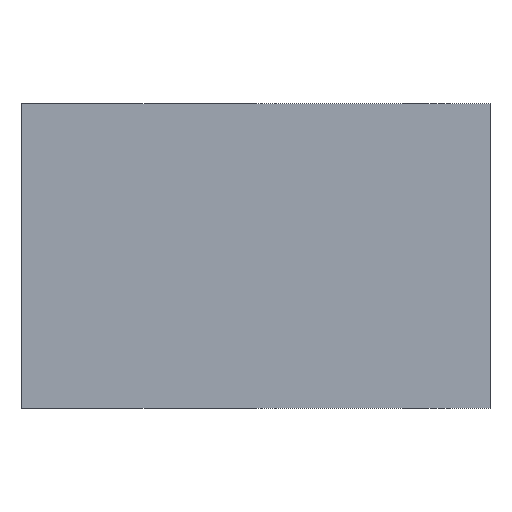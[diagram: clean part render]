
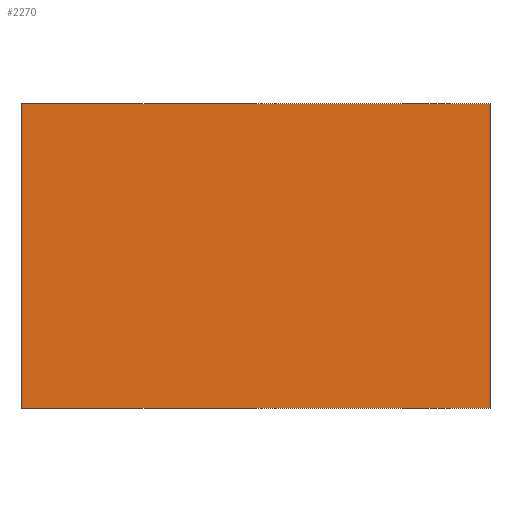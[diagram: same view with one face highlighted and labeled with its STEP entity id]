
A CAD part, front view. The second image highlights one B-rep face of the part: STEP entity #2270.
In plain terms, the highlighted planar face has unit normal (0, -1, 0).
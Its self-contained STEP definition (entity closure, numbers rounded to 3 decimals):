
#172=LINE('',#3466,#330);
#184=LINE('',#3508,#342);
#227=LINE('',#3814,#385);
#229=LINE('',#3825,#387);
#330=VECTOR('',#2731,1000.);
#342=VECTOR('',#2763,1000.);
#385=VECTOR('',#2946,1000.);
#387=VECTOR('',#2958,1000.);
#683=ORIENTED_EDGE('',*,*,#1250,.T.);
#684=ORIENTED_EDGE('',*,*,#1118,.F.);
#685=ORIENTED_EDGE('',*,*,#1244,.F.);
#686=ORIENTED_EDGE('',*,*,#1139,.T.);
#1118=EDGE_CURVE('',#1425,#1426,#172,.T.);
#1139=EDGE_CURVE('',#1446,#1445,#184,.T.);
#1244=EDGE_CURVE('',#1446,#1425,#227,.T.);
#1250=EDGE_CURVE('',#1445,#1426,#229,.T.);
#1425=VERTEX_POINT('',#3465);
#1426=VERTEX_POINT('',#3467);
#1445=VERTEX_POINT('',#3507);
#1446=VERTEX_POINT('',#3509);
#1773=EDGE_LOOP('',(#683,#684,#685,#686));
#1991=FACE_BOUND('',#1773,.T.);
#2174=PLANE('',#2497);
#2270=ADVANCED_FACE('',(#1991),#2174,.F.);
#2497=AXIS2_PLACEMENT_3D('',#3826,#2959,#2960);
#2731=DIRECTION('',(0.,0.,-1.));
#2763=DIRECTION('',(0.,0.,-1.));
#2946=DIRECTION('',(1.,0.,0.));
#2958=DIRECTION('',(1.,0.,0.));
#2959=DIRECTION('',(0.,1.,0.));
#2960=DIRECTION('',(0.,0.,1.));
#3465=CARTESIAN_POINT('',(40.,0.,26.));
#3466=CARTESIAN_POINT('',(40.,0.,26.));
#3467=CARTESIAN_POINT('',(40.,0.,-26.));
#3507=CARTESIAN_POINT('',(-40.,0.,-26.));
#3508=CARTESIAN_POINT('',(-40.,0.,26.));
#3509=CARTESIAN_POINT('',(-40.,0.,26.));
#3814=CARTESIAN_POINT('',(-40.,0.,26.));
#3825=CARTESIAN_POINT('',(-40.,0.,-26.));
#3826=CARTESIAN_POINT('',(-40.,0.,26.));
